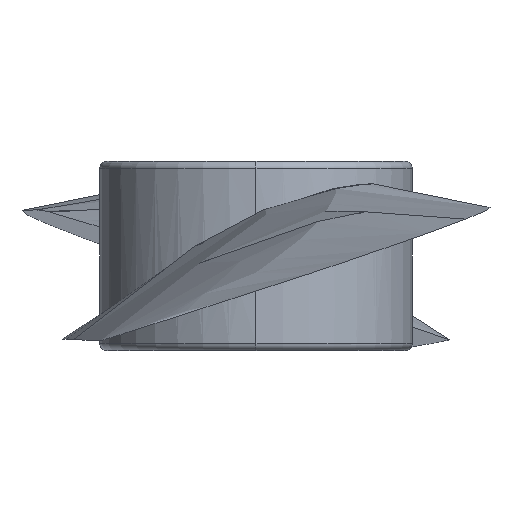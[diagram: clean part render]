
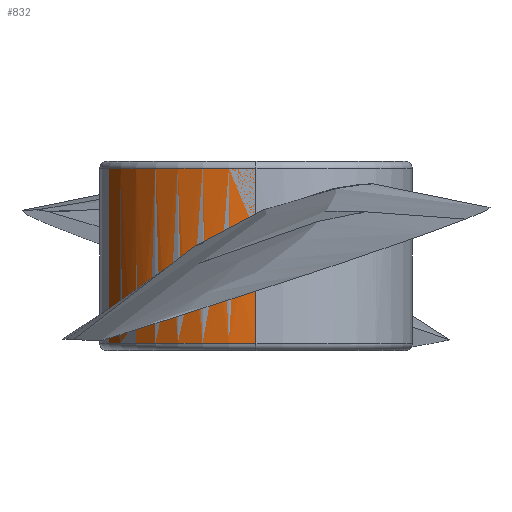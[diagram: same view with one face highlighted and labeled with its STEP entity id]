
A CAD part, top view. The second image highlights one B-rep face of the part: STEP entity #832.
In plain terms, the highlighted cylindrical face has radius 5.461 mm (diameter 10.922 mm), a partial arc.
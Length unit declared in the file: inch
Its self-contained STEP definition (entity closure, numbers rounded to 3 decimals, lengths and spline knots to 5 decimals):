
#13 = VECTOR ( 'NONE', #1093, 39.37008 ) ;
#39 = CARTESIAN_POINT ( 'NONE',  ( 1., 0.26, 0.215 ) ) ;
#88 = EDGE_CURVE ( 'NONE', #785, #1993, #1424, .T. ) ;
#114 = DIRECTION ( 'NONE',  ( 0., 0., 1. ) ) ;
#144 = CARTESIAN_POINT ( 'NONE',  ( 0.97788, 0.15188, 0.21413 ) ) ;
#155 = ORIENTED_EDGE ( 'NONE', *, *, #2055, .F. ) ;
#161 = CARTESIAN_POINT ( 'NONE',  ( 0.916, 0.11847, 0.19902 ) ) ;
#241 = CARTESIAN_POINT ( 'NONE',  ( 1., 0.09087, 0.215 ) ) ;
#244 = VERTEX_POINT ( 'NONE', #776 ) ;
#327 = CARTESIAN_POINT ( 'NONE',  ( 0.81914, 0.04189, 0.11639 ) ) ;
#365 = EDGE_CURVE ( 'NONE', #727, #1993, #933, .T. ) ;
#392 = VECTOR ( 'NONE', #1034, 39.37008 ) ;
#401 = EDGE_LOOP ( 'NONE', ( #484, #1337, #514, #155, #756, #1724, #1315 ) ) ;
#429 = CARTESIAN_POINT ( 'NONE',  ( 1., 0.25, -0.215 ) ) ;
#476 = LINE ( 'NONE', #39, #13 ) ;
#484 = ORIENTED_EDGE ( 'NONE', *, *, #522, .F. ) ;
#493 = CARTESIAN_POINT ( 'NONE',  ( 1., 0.01, 0. ) ) ;
#514 = ORIENTED_EDGE ( 'NONE', *, *, #365, .F. ) ;
#522 = EDGE_CURVE ( 'NONE', #785, #244, #805, .T. ) ;
#653 = DIRECTION ( 'NONE',  ( 0., 0., 1. ) ) ;
#673 = CARTESIAN_POINT ( 'NONE',  ( 0.87191, 0.08693, 0.17298 ) ) ;
#686 = CARTESIAN_POINT ( 'NONE',  ( 0.84154, 0.06153, 0.14568 ) ) ;
#691 = FACE_OUTER_BOUND ( 'NONE', #401, .T. ) ;
#727 = VERTEX_POINT ( 'NONE', #1410 ) ;
#756 = ORIENTED_EDGE ( 'NONE', *, *, #1447, .F. ) ;
#776 = CARTESIAN_POINT ( 'NONE',  ( 1., 0.25, 0.215 ) ) ;
#785 = VERTEX_POINT ( 'NONE', #429 ) ;
#805 = CIRCLE ( 'NONE', #1504, 0.215 ) ;
#807 =( BOUNDED_CURVE ( )  B_SPLINE_CURVE ( 3, ( #1385, #1558, #921, #241 ),
 .UNSPECIFIED., .F., .F. ) 
 B_SPLINE_CURVE_WITH_KNOTS ( ( 4, 4 ),
 ( 0.35716, 1.53763 ),
 .UNSPECIFIED. ) 
 CURVE ( )  GEOMETRIC_REPRESENTATION_ITEM ( )  RATIONAL_B_SPLINE_CURVE ( ( 1., 0.887, 0.887, 1. ) ) 
 REPRESENTATION_ITEM ( '' )  );
#832 = ADVANCED_FACE ( 'NONE', ( #691 ), #1911, .T. ) ;
#843 = DIRECTION ( 'NONE',  ( 0., 1., 0. ) ) ;
#844 = CARTESIAN_POINT ( 'NONE',  ( 0.82212, 0.04447, 0.12088 ) ) ;
#846 = CARTESIAN_POINT ( 'NONE',  ( 1., 0.01, -0.215 ) ) ;
#849 = CARTESIAN_POINT ( 'NONE',  ( 0.84872, 0.06788, 0.15312 ) ) ;
#921 = CARTESIAN_POINT ( 'NONE',  ( 0.91009, 0.06079, 0.215 ) ) ;
#933 = CIRCLE ( 'NONE', #1943, 0.215 ) ;
#988 = DIRECTION ( 'NONE',  ( 0., -1., 0. ) ) ;
#1007 = B_SPLINE_CURVE_WITH_KNOTS ( 'NONE', 3,
 ( #2195, #1205, #144, #1193, #1364, #161, #1893, #673, #1198, #849, #686, #1381, #1018, #844, #327, #1899, #1523, #1869 ),
 .UNSPECIFIED., .F., .F.,
 ( 4, 2, 2, 2, 2, 2, 2, 2, 4 ),
 ( 0.00603, 0.00695, 0.00787, 0.00972, 0.01064, 0.01156, 0.01202, 0.01248, 0.0134 ),
 .UNSPECIFIED. ) ;
#1008 = LINE ( 'NONE', #1879, #392 ) ;
#1018 = CARTESIAN_POINT ( 'NONE',  ( 0.82835, 0.04977, 0.12957 ) ) ;
#1034 = DIRECTION ( 'NONE',  ( 0., -1., 0. ) ) ;
#1093 = DIRECTION ( 'NONE',  ( 0., -1., 0. ) ) ;
#1141 = EDGE_CURVE ( 'NONE', #1974, #1757, #1007, .T. ) ;
#1181 = CARTESIAN_POINT ( 'NONE',  ( 1., 0.09087, 0.215 ) ) ;
#1193 = CARTESIAN_POINT ( 'NONE',  ( 0.9564, 0.14136, 0.21081 ) ) ;
#1198 = CARTESIAN_POINT ( 'NONE',  ( 0.86391, 0.08057, 0.16676 ) ) ;
#1205 = CARTESIAN_POINT ( 'NONE',  ( 0.98887, 0.15679, 0.215 ) ) ;
#1315 = ORIENTED_EDGE ( 'NONE', *, *, #1514, .F. ) ;
#1337 = ORIENTED_EDGE ( 'NONE', *, *, #88, .T. ) ;
#1364 = CARTESIAN_POINT ( 'NONE',  ( 0.94605, 0.13581, 0.20839 ) ) ;
#1381 = CARTESIAN_POINT ( 'NONE',  ( 0.83162, 0.05244, 0.13379 ) ) ;
#1385 = CARTESIAN_POINT ( 'NONE',  ( 0.80117, 0.02585, 0.08181 ) ) ;
#1407 = CARTESIAN_POINT ( 'NONE',  ( 0.80117, 0.02585, 0.08181 ) ) ;
#1410 = CARTESIAN_POINT ( 'NONE',  ( 1., 0.01, 0.215 ) ) ;
#1424 = LINE ( 'NONE', #2118, #1857 ) ;
#1447 = EDGE_CURVE ( 'NONE', #1757, #1999, #807, .T. ) ;
#1460 = DIRECTION ( 'NONE',  ( 0., -1., 0. ) ) ;
#1504 = AXIS2_PLACEMENT_3D ( 'NONE', #2035, #843, #2199 ) ;
#1514 = EDGE_CURVE ( 'NONE', #244, #1974, #476, .T. ) ;
#1523 = CARTESIAN_POINT ( 'NONE',  ( 0.80552, 0.02987, 0.09237 ) ) ;
#1558 = CARTESIAN_POINT ( 'NONE',  ( 0.83538, 0.03637, 0.16496 ) ) ;
#1577 = AXIS2_PLACEMENT_3D ( 'NONE', #1792, #1460, #114 ) ;
#1724 = ORIENTED_EDGE ( 'NONE', *, *, #1141, .F. ) ;
#1757 = VERTEX_POINT ( 'NONE', #1407 ) ;
#1792 = CARTESIAN_POINT ( 'NONE',  ( 1., 0.26, 0. ) ) ;
#1857 = VECTOR ( 'NONE', #1967, 39.37008 ) ;
#1863 = CARTESIAN_POINT ( 'NONE',  ( 1., 0.16121, 0.215 ) ) ;
#1869 = CARTESIAN_POINT ( 'NONE',  ( 0.80117, 0.02585, 0.08181 ) ) ;
#1879 = CARTESIAN_POINT ( 'NONE',  ( 1., 0.26, 0.215 ) ) ;
#1893 = CARTESIAN_POINT ( 'NONE',  ( 0.8972, 0.10588, 0.18992 ) ) ;
#1899 = CARTESIAN_POINT ( 'NONE',  ( 0.81064, 0.03446, 0.1024 ) ) ;
#1911 = CYLINDRICAL_SURFACE ( 'NONE', #1577, 0.215 ) ;
#1943 = AXIS2_PLACEMENT_3D ( 'NONE', #493, #988, #653 ) ;
#1967 = DIRECTION ( 'NONE',  ( 0., -1., 0. ) ) ;
#1974 = VERTEX_POINT ( 'NONE', #1863 ) ;
#1993 = VERTEX_POINT ( 'NONE', #846 ) ;
#1999 = VERTEX_POINT ( 'NONE', #1181 ) ;
#2035 = CARTESIAN_POINT ( 'NONE',  ( 1., 0.25, 0. ) ) ;
#2055 = EDGE_CURVE ( 'NONE', #1999, #727, #1008, .T. ) ;
#2118 = CARTESIAN_POINT ( 'NONE',  ( 1., 0.26, -0.215 ) ) ;
#2195 = CARTESIAN_POINT ( 'NONE',  ( 1., 0.16121, 0.215 ) ) ;
#2199 = DIRECTION ( 'NONE',  ( 0., 0., 1. ) ) ;
